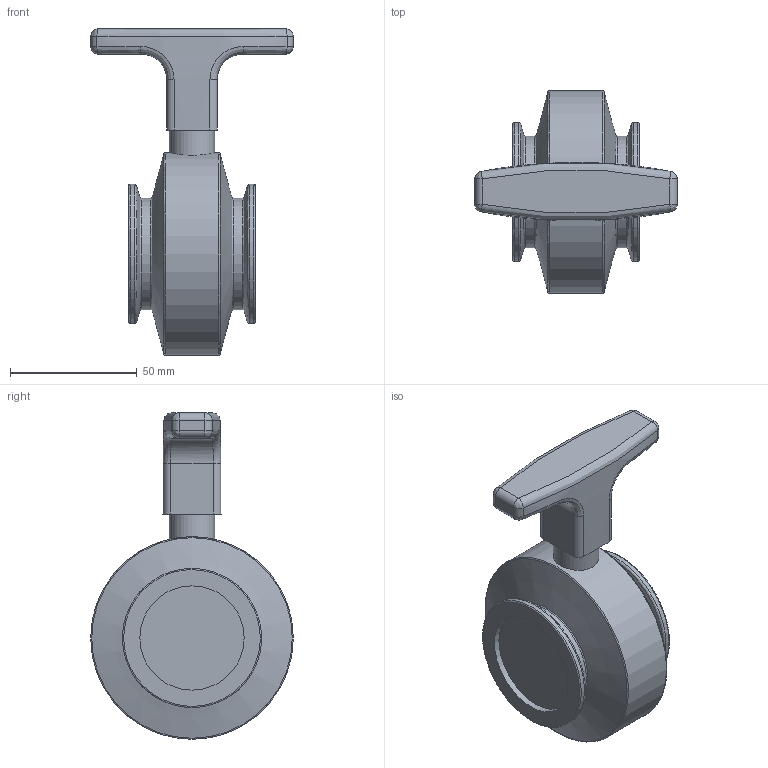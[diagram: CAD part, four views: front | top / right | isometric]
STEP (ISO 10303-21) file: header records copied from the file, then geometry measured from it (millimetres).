
FILE_DESCRIPTION (( 'STEP AP214' ), '1' );
FILE_NAME ('FULLVAC VPI1KF40.STEP', '2019-03-26T11:07:17', ( '' ), ( '' ), 'SwSTEP 2.0', 'SolidWorks 2017', '' );
FILE_SCHEMA (( 'AUTOMOTIVE_DESIGN' ));
Length unit declared in the file: millimetre
Products named in the file (4): 3^VPI1KF40; 2^VPI1KF40; 1^VPI1KF40; FULLVAC VPI1KF40
Assembly tree (3 placements, depth 2):
  FULLVAC VPI1KF40
    1^VPI1KF40
    2^VPI1KF40
    3^VPI1KF40
Bounding box: 80 x 80 x 129 mm (x, y, z)
Volume: 200398.3 mm3; surface area: 31591.9 mm2
Topology: 3 solids, 3 shells, 77 faces, 166 edges, 92 vertices
Faces by surface type: bspline 28, cylinder 27, plane 17, cone 5
Full cylindrical faces by diameter (mm): 8.376 x1, 10 x1, 18 x2, 41.2 x2, 44 x2, 55 x2, 80 x1
Entity records: 2901 total; most frequent: CARTESIAN_POINT 1409, DIRECTION 288, ORIENTED_EDGE 242, AXIS2_PLACEMENT_3D 129, EDGE_CURVE 121, EDGE_LOOP 108, FACE_OUTER_BOUND 98, VERTEX_POINT 81
